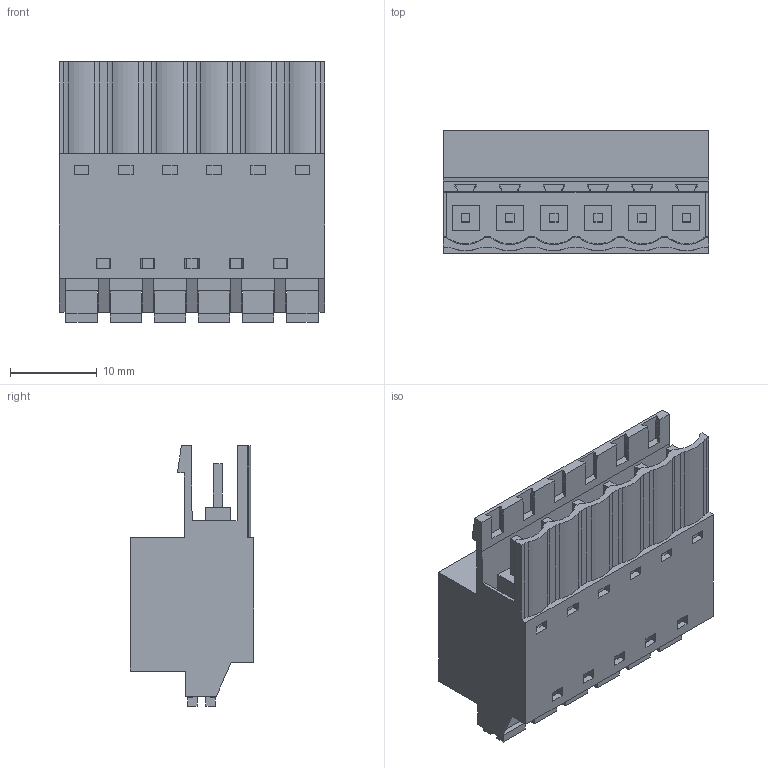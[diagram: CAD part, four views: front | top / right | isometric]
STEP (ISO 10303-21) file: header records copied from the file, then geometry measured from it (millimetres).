
FILE_DESCRIPTION(('CATIA V5 STEP Exchange','CAx-IF Rec.Pracs.--- Model Styling and Organization---1.4--- 2014-01-23'),'2;1');
FILE_NAME ('011667-2_0_1335370000_1335370000.stp','2021-07-01T15:22:43+00:00',('none'),('Weidmueller'),'CATIA Version 5-6 Release 2016 SP3 HF44','CATIA V5 STEP AP214','none');
FILE_SCHEMA(('AUTOMOTIVE_DESIGN { 1 0 10303 214 1 1 1 1 }'));
Length unit declared in the file: millimetre
Products named in the file (1): 1335370000
Bounding box: 30.48 x 14.2 x 29.93 mm (x, y, z)
Volume: 6728.5 mm3; surface area: 6100.3 mm2
Topology: 13 solids, 13 shells, 585 faces, 1533 edges, 1002 vertices
Faces by surface type: plane 519, cylinder 54, extrusion 12
Entity records: 17098 total; most frequent: CARTESIAN_POINT 3591, ORIENTED_EDGE 3066, DIRECTION 2198, EDGE_CURVE 1533, VECTOR 1417, LINE 1405, VERTEX_POINT 1002, EDGE_LOOP 645
